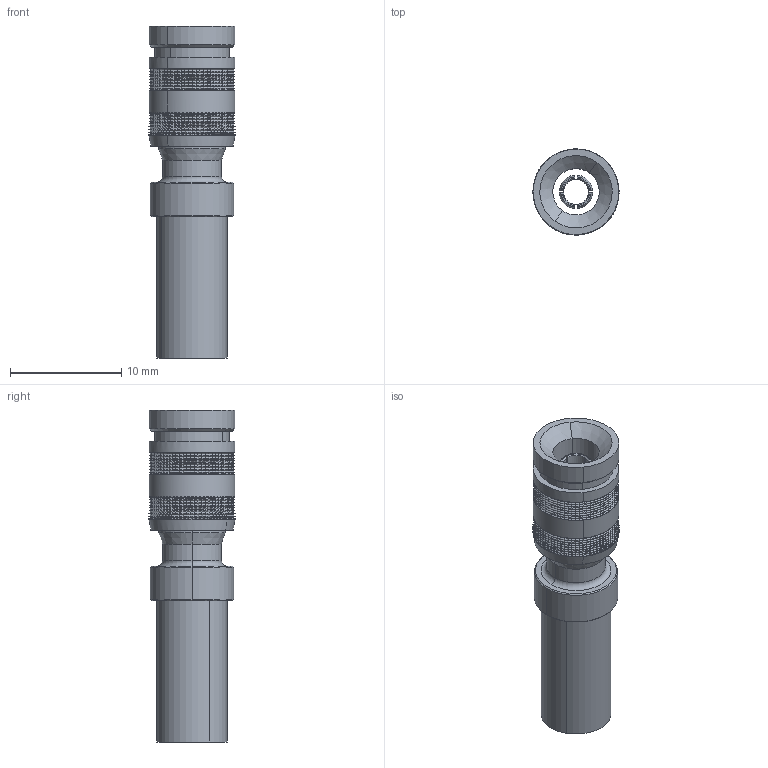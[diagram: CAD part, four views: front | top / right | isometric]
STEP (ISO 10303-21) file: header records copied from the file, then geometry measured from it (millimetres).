
FILE_DESCRIPTION (( 'STEP AP214' ), '1' );
FILE_NAME ('52-005-B6-FR.STEP', '2024-07-31T13:22:20', ( '' ), ( '' ), 'SwSTEP 2.0', 'SolidWorks 2023', '' );
FILE_SCHEMA (( 'AUTOMOTIVE_DESIGN' ));
Products named in the file (1): 52-005-B6-FR
Bounding box: 7.75 x 7.75 x 29.85 mm (x, y, z)
Surface area: 1343.7 mm2 (no closed solid volume)
Topology: 0 solids, 5 shells, 2958 faces, 8576 edges, 5570 vertices
Faces by surface type: plane 2688, cone 238, cylinder 26, torus 6
Entity records: 100998 total; most frequent: CARTESIAN_POINT 31125, ORIENTED_EDGE 16630, DIRECTION 11646, EDGE_CURVE 8576, VERTEX_POINT 5570, AXIS2_PLACEMENT_3D 4779, B_SPLINE_CURVE_WITH_KNOTS 4668, EDGE_LOOP 3036
